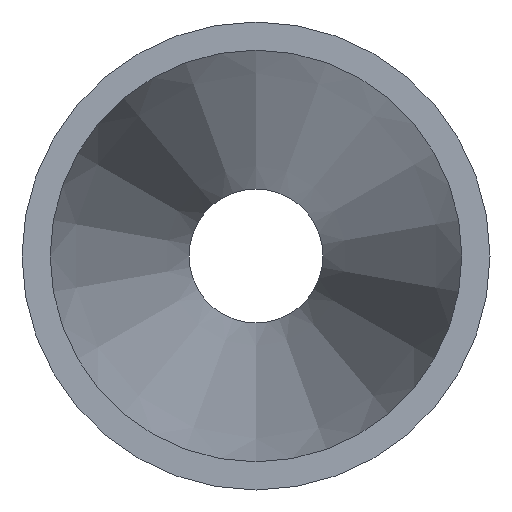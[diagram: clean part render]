
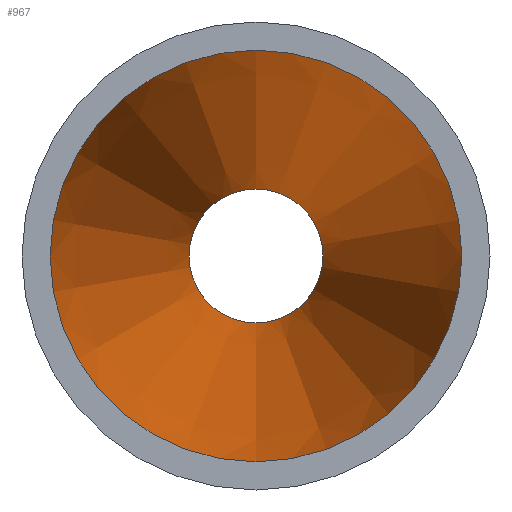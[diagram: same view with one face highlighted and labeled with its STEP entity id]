
A CAD part, front view. The second image highlights one B-rep face of the part: STEP entity #967.
In plain terms, the highlighted conical face has half-angle 9.462 degrees and reference radius 14.822 mm.
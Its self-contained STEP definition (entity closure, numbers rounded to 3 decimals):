
#644 = EDGE_CURVE ( 'NONE', #8910, #8910, #11937, .T. ) ;
#967 = ADVANCED_FACE ( 'NONE', ( #4456, #12346 ), #2131, .F. ) ;
#2014 = AXIS2_PLACEMENT_3D ( 'NONE', #13801, #7846, #3373 ) ;
#2131 = CONICAL_SURFACE ( 'NONE', #11340, 14.822, 0.165 ) ;
#2258 = EDGE_CURVE ( 'NONE', #5494, #5494, #10485, .T. ) ;
#3373 = DIRECTION ( 'NONE',  ( 0., 0., -1. ) ) ;
#4178 = ORIENTED_EDGE ( 'NONE', *, *, #644, .F. ) ;
#4282 = CARTESIAN_POINT ( 'NONE',  ( 0., 0., -14.822 ) ) ;
#4307 = DIRECTION ( 'NONE',  ( 0., -1., 0. ) ) ;
#4456 = FACE_BOUND ( 'NONE', #7217, .T. ) ;
#5442 = EDGE_LOOP ( 'NONE', ( #6554 ) ) ;
#5494 = VERTEX_POINT ( 'NONE', #4282 ) ;
#6402 = DIRECTION ( 'NONE',  ( 0., 0., -1. ) ) ;
#6554 = ORIENTED_EDGE ( 'NONE', *, *, #2258, .T. ) ;
#6832 = AXIS2_PLACEMENT_3D ( 'NONE', #10008, #11074, #6402 ) ;
#7217 = EDGE_LOOP ( 'NONE', ( #4178 ) ) ;
#7846 = DIRECTION ( 'NONE',  ( 0., -1., 0. ) ) ;
#7860 = CARTESIAN_POINT ( 'NONE',  ( 0., 0., 0. ) ) ;
#8752 = CARTESIAN_POINT ( 'NONE',  ( 0., 60., -4.822 ) ) ;
#8910 = VERTEX_POINT ( 'NONE', #8752 ) ;
#9147 = DIRECTION ( 'NONE',  ( 0., 0., -1. ) ) ;
#10008 = CARTESIAN_POINT ( 'NONE',  ( 0., 0., 0. ) ) ;
#10485 = CIRCLE ( 'NONE', #6832, 14.822 ) ;
#11074 = DIRECTION ( 'NONE',  ( 0., -1., 0. ) ) ;
#11340 = AXIS2_PLACEMENT_3D ( 'NONE', #7860, #4307, #9147 ) ;
#11937 = CIRCLE ( 'NONE', #2014, 4.822 ) ;
#12346 = FACE_OUTER_BOUND ( 'NONE', #5442, .T. ) ;
#13801 = CARTESIAN_POINT ( 'NONE',  ( 0., 60., 0. ) ) ;
